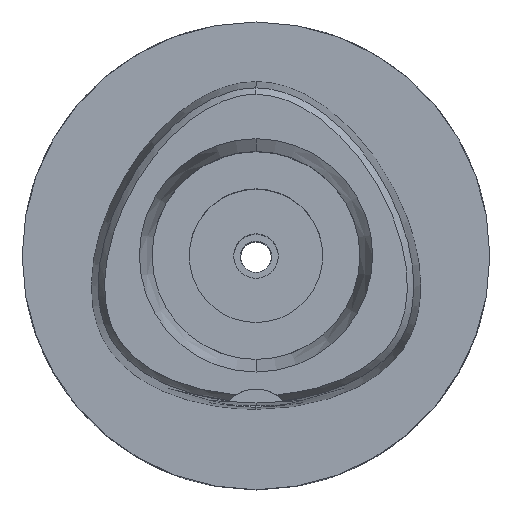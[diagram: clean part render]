
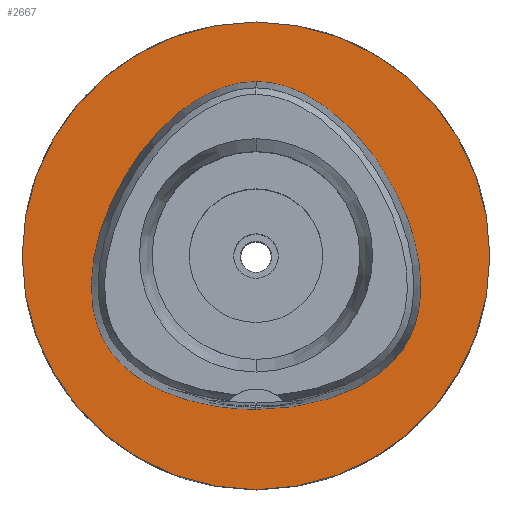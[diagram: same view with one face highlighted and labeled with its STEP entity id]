
A CAD part, top view. The second image highlights one B-rep face of the part: STEP entity #2667.
In plain terms, the highlighted planar face has unit normal (0, 0, 1).
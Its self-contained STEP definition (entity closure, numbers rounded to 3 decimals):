
#59 = CARTESIAN_POINT ( 'NONE',  ( -2.565, 23.293, 0. ) ) ;
#85 = CARTESIAN_POINT ( 'NONE',  ( -11.233, -18.893, 0. ) ) ;
#381 = CARTESIAN_POINT ( 'NONE',  ( 0., 23.475, 0. ) ) ;
#421 = CARTESIAN_POINT ( 'NONE',  ( 14.408, 15.641, 0. ) ) ;
#457 = CARTESIAN_POINT ( 'NONE',  ( -22.057, -6.848, 0. ) ) ;
#712 = B_SPLINE_CURVE_WITH_KNOTS ( 'NONE', 3,
 ( #4669, #1129, #4574, #1557, #3890, #2710, #781, #2310, #4649, #4297, #4937, #2654, #1911, #1587, #4247, #2734, #421, #861, #3523, #3413, #752, #4270, #808 ),
 .UNSPECIFIED., .F., .F.,
 ( 4, 1, 1, 1, 1, 1, 1, 1, 1, 1, 1, 1, 1, 1, 1, 1, 1, 1, 1, 1, 4 ),
 ( 0., 0.083, 0.167, 0.208, 0.25, 0.292, 0.313, 0.333, 0.354, 0.375, 0.417, 0.458, 0.5, 0.583, 0.667, 0.75, 0.833, 0.875, 0.917, 0.958, 1. ),
 .UNSPECIFIED. ) ;
#752 = CARTESIAN_POINT ( 'NONE',  ( 2.565, 23.293, 0. ) ) ;
#759 = CARTESIAN_POINT ( 'NONE',  ( -20.749, 4.657, 0. ) ) ;
#781 = CARTESIAN_POINT ( 'NONE',  ( 18.568, -14.169, 0. ) ) ;
#789 = CARTESIAN_POINT ( 'NONE',  ( -2.114, -20.675, 0. ) ) ;
#808 = CARTESIAN_POINT ( 'NONE',  ( 0., 23.475, 0. ) ) ;
#861 = CARTESIAN_POINT ( 'NONE',  ( 10.746, 19.174, 0. ) ) ;
#879 = EDGE_LOOP ( 'NONE', ( #1515, #1427 ) ) ;
#947 = EDGE_LOOP ( 'NONE', ( #4704, #4197 ) ) ;
#1025 = DIRECTION ( 'NONE',  ( 0., -1., 0. ) ) ;
#1036 = DIRECTION ( 'NONE',  ( 0., 0., -1. ) ) ;
#1061 = DIRECTION ( 'NONE',  ( 0., 1., 0. ) ) ;
#1129 = CARTESIAN_POINT ( 'NONE',  ( 2.114, -20.675, 0. ) ) ;
#1163 = CARTESIAN_POINT ( 'NONE',  ( -18.568, -14.169, 0. ) ) ;
#1192 = AXIS2_PLACEMENT_3D ( 'NONE', #2236, #1036, #1061 ) ;
#1256 = EDGE_CURVE ( 'NONE', #2021, #2238, #2212, .T. ) ;
#1398 = DIRECTION ( 'NONE',  ( 0., 0., -1. ) ) ;
#1427 = ORIENTED_EDGE ( 'NONE', *, *, #4743, .F. ) ;
#1444 = CARTESIAN_POINT ( 'NONE',  ( 0., -20.675, 0. ) ) ;
#1515 = ORIENTED_EDGE ( 'NONE', *, *, #4257, .F. ) ;
#1537 = CARTESIAN_POINT ( 'NONE',  ( -20.35, -11.749, 0. ) ) ;
#1557 = CARTESIAN_POINT ( 'NONE',  ( 11.233, -18.893, 0. ) ) ;
#1587 = CARTESIAN_POINT ( 'NONE',  ( 21.978, -0.281, 0. ) ) ;
#1593 = CARTESIAN_POINT ( 'NONE',  ( -7.571, 21.315, 0. ) ) ;
#1680 = CARTESIAN_POINT ( 'NONE',  ( 0., -31.5, 0. ) ) ;
#1911 = CARTESIAN_POINT ( 'NONE',  ( 22.245, -4.1, 0. ) ) ;
#1917 = CARTESIAN_POINT ( 'NONE',  ( -22.245, -4.1, 0. ) ) ;
#1929 = DIRECTION ( 'NONE',  ( 0., 0., -1. ) ) ;
#1990 = CARTESIAN_POINT ( 'NONE',  ( -20.932, -10.604, 0. ) ) ;
#2021 = VERTEX_POINT ( 'NONE', #1680 ) ;
#2212 = CIRCLE ( 'NONE', #2533, 31.5 ) ;
#2236 = CARTESIAN_POINT ( 'NONE',  ( 0., 0., 0. ) ) ;
#2238 = VERTEX_POINT ( 'NONE', #3053 ) ;
#2250 = CARTESIAN_POINT ( 'NONE',  ( 0., 0., 0. ) ) ;
#2286 = CARTESIAN_POINT ( 'NONE',  ( 0., 23.475, 0. ) ) ;
#2310 = CARTESIAN_POINT ( 'NONE',  ( 19.649, -12.825, 0. ) ) ;
#2318 = CARTESIAN_POINT ( 'NONE',  ( 0., -20.675, 0. ) ) ;
#2366 = CARTESIAN_POINT ( 'NONE',  ( -14.408, 15.641, 0. ) ) ;
#2533 = AXIS2_PLACEMENT_3D ( 'NONE', #2250, #1929, #3808 ) ;
#2654 = CARTESIAN_POINT ( 'NONE',  ( 22.057, -6.848, 0. ) ) ;
#2666 = VERTEX_POINT ( 'NONE', #1444 ) ;
#2667 = ADVANCED_FACE ( 'NONE', ( #3307, #3755 ), #4828, .F. ) ;
#2686 = CARTESIAN_POINT ( 'NONE',  ( -14.673, -17.214, 0. ) ) ;
#2704 = AXIS2_PLACEMENT_3D ( 'NONE', #4512, #1398, #1025 ) ;
#2710 = CARTESIAN_POINT ( 'NONE',  ( 16.959, -15.678, 0. ) ) ;
#2734 = CARTESIAN_POINT ( 'NONE',  ( 18.068, 10.432, 0. ) ) ;
#2741 = CARTESIAN_POINT ( 'NONE',  ( -5.098, 22.526, 0. ) ) ;
#2769 = CARTESIAN_POINT ( 'NONE',  ( -21.978, -0.281, 0. ) ) ;
#2821 = EDGE_CURVE ( 'NONE', #2238, #2021, #3829, .T. ) ;
#2891 = VERTEX_POINT ( 'NONE', #381 ) ;
#3053 = CARTESIAN_POINT ( 'NONE',  ( 0., 31.5, 0. ) ) ;
#3123 = CARTESIAN_POINT ( 'NONE',  ( -10.746, 19.174, 0. ) ) ;
#3307 = FACE_OUTER_BOUND ( 'NONE', #947, .T. ) ;
#3413 = CARTESIAN_POINT ( 'NONE',  ( 5.098, 22.526, 0. ) ) ;
#3498 = CARTESIAN_POINT ( 'NONE',  ( -0.855, 23.475, 0. ) ) ;
#3523 = CARTESIAN_POINT ( 'NONE',  ( 7.571, 21.315, 0. ) ) ;
#3528 = CARTESIAN_POINT ( 'NONE',  ( -16.959, -15.678, 0. ) ) ;
#3755 = FACE_BOUND ( 'NONE', #879, .T. ) ;
#3808 = DIRECTION ( 'NONE',  ( 0., -1., 0. ) ) ;
#3820 = CARTESIAN_POINT ( 'NONE',  ( -21.555, -8.996, 0. ) ) ;
#3829 = CIRCLE ( 'NONE', #1192, 31.5 ) ;
#3890 = CARTESIAN_POINT ( 'NONE',  ( 14.673, -17.214, 0. ) ) ;
#4197 = ORIENTED_EDGE ( 'NONE', *, *, #1256, .F. ) ;
#4247 = CARTESIAN_POINT ( 'NONE',  ( 20.749, 4.657, 0. ) ) ;
#4257 = EDGE_CURVE ( 'NONE', #2891, #2666, #4551, .T. ) ;
#4270 = CARTESIAN_POINT ( 'NONE',  ( 0.855, 23.475, 0. ) ) ;
#4297 = CARTESIAN_POINT ( 'NONE',  ( 20.932, -10.604, 0. ) ) ;
#4303 = CARTESIAN_POINT ( 'NONE',  ( -6.341, -20.298, 0. ) ) ;
#4512 = CARTESIAN_POINT ( 'NONE',  ( 0., 0., 0. ) ) ;
#4551 = B_SPLINE_CURVE_WITH_KNOTS ( 'NONE', 3,
 ( #2286, #3498, #59, #2741, #1593, #3123, #2366, #4654, #759, #2769, #1917, #457, #3820, #1990, #1537, #4601, #1163, #3528, #2686, #85, #4303, #789, #2318 ),
 .UNSPECIFIED., .F., .F.,
 ( 4, 1, 1, 1, 1, 1, 1, 1, 1, 1, 1, 1, 1, 1, 1, 1, 1, 1, 1, 1, 4 ),
 ( 0., 0.042, 0.083, 0.125, 0.167, 0.25, 0.333, 0.417, 0.5, 0.542, 0.583, 0.625, 0.646, 0.667, 0.688, 0.708, 0.75, 0.792, 0.833, 0.917, 1. ),
 .UNSPECIFIED. ) ;
#4574 = CARTESIAN_POINT ( 'NONE',  ( 6.341, -20.298, 0. ) ) ;
#4601 = CARTESIAN_POINT ( 'NONE',  ( -19.649, -12.825, 0. ) ) ;
#4649 = CARTESIAN_POINT ( 'NONE',  ( 20.35, -11.749, 0. ) ) ;
#4654 = CARTESIAN_POINT ( 'NONE',  ( -18.068, 10.432, 0. ) ) ;
#4669 = CARTESIAN_POINT ( 'NONE',  ( 0., -20.675, 0. ) ) ;
#4704 = ORIENTED_EDGE ( 'NONE', *, *, #2821, .F. ) ;
#4743 = EDGE_CURVE ( 'NONE', #2666, #2891, #712, .T. ) ;
#4828 = PLANE ( 'NONE',  #2704 ) ;
#4937 = CARTESIAN_POINT ( 'NONE',  ( 21.555, -8.996, 0. ) ) ;
